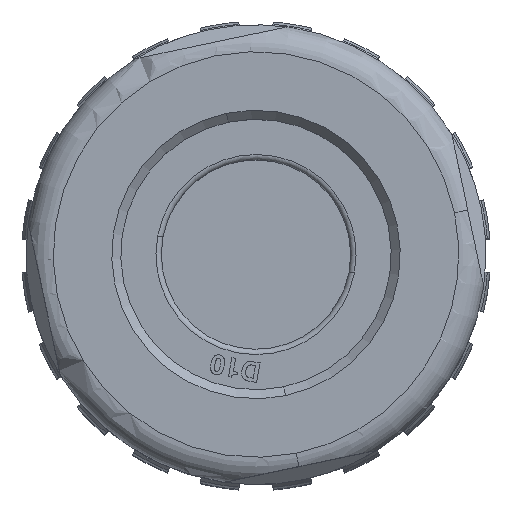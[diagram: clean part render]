
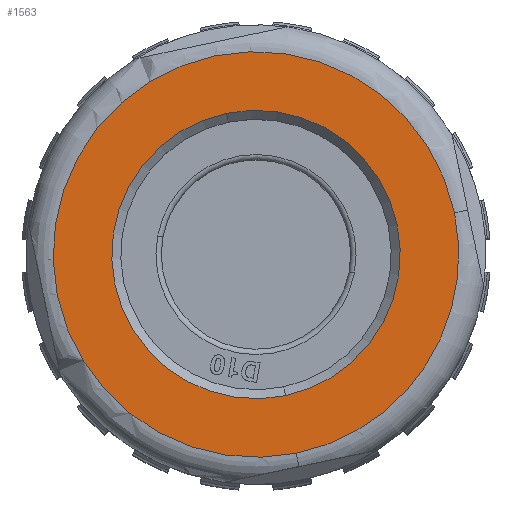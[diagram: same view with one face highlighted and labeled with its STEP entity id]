
A CAD part, top view. The second image highlights one B-rep face of the part: STEP entity #1563.
In plain terms, the highlighted planar face has unit normal (0, 0, 1).
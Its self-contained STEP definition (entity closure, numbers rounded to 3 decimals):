
#112=FACE_BOUND('',#3028,.T.);
#113=FACE_BOUND('',#3029,.T.);
#222=PLANE('',#12634);
#1563=ADVANCED_FACE('',(#112,#113),#222,.T.);
#3028=EDGE_LOOP('',(#4907,#4908));
#3029=EDGE_LOOP('',(#4909,#4910));
#3847=CIRCLE('',#12628,8.);
#3848=CIRCLE('',#12630,8.);
#3849=CIRCLE('',#12632,11.25);
#3850=CIRCLE('',#12633,11.25);
#4907=ORIENTED_EDGE('',*,*,#9754,.T.);
#4908=ORIENTED_EDGE('',*,*,#9755,.T.);
#4909=ORIENTED_EDGE('',*,*,#9753,.F.);
#4910=ORIENTED_EDGE('',*,*,#9751,.F.);
#8421=VERTEX_POINT('',#18344);
#8422=VERTEX_POINT('',#18346);
#8423=VERTEX_POINT('',#18352);
#8424=VERTEX_POINT('',#18353);
#9751=EDGE_CURVE('',#8421,#8422,#3847,.T.);
#9753=EDGE_CURVE('',#8422,#8421,#3848,.T.);
#9754=EDGE_CURVE('',#8423,#8424,#3849,.T.);
#9755=EDGE_CURVE('',#8424,#8423,#3850,.T.);
#12628=AXIS2_PLACEMENT_3D('',#18345,#14229,#14230);
#12630=AXIS2_PLACEMENT_3D('',#18349,#14234,#14235);
#12632=AXIS2_PLACEMENT_3D('',#18351,#14238,#14239);
#12633=AXIS2_PLACEMENT_3D('',#18354,#14240,#14241);
#12634=AXIS2_PLACEMENT_3D('',#18355,#14242,#14243);
#14229=DIRECTION('',(0.,0.,1.));
#14230=DIRECTION('',(0.205,-0.979,0.));
#14234=DIRECTION('',(0.,0.,1.));
#14235=DIRECTION('',(-0.205,0.979,0.));
#14238=DIRECTION('',(0.,0.,1.));
#14239=DIRECTION('',(0.199,-0.98,0.));
#14240=DIRECTION('',(0.,0.,1.));
#14241=DIRECTION('',(0.979,0.205,0.));
#14242=DIRECTION('',(0.,0.,1.));
#14243=DIRECTION('',(-0.205,0.979,0.));
#18344=CARTESIAN_POINT('',(1.642,-7.83,0.));
#18345=CARTESIAN_POINT('',(0.,0.,0.));
#18346=CARTESIAN_POINT('',(-1.642,7.83,0.));
#18349=CARTESIAN_POINT('',(0.,0.,0.));
#18351=CARTESIAN_POINT('',(0.,0.,0.));
#18352=CARTESIAN_POINT('',(2.232,-11.026,0.));
#18353=CARTESIAN_POINT('',(11.011,2.309,0.));
#18354=CARTESIAN_POINT('',(0.,0.,0.));
#18355=CARTESIAN_POINT('',(0.,0.,0.));
